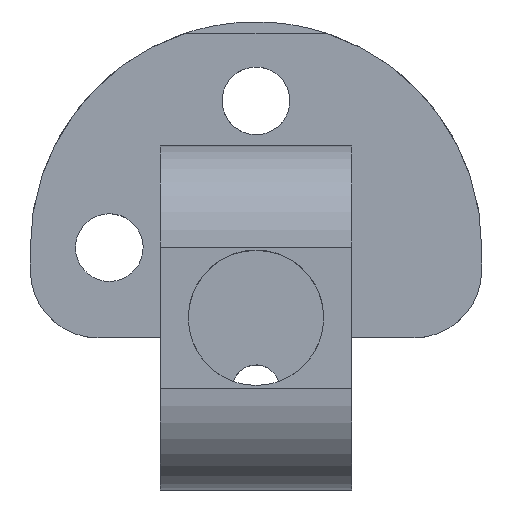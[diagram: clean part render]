
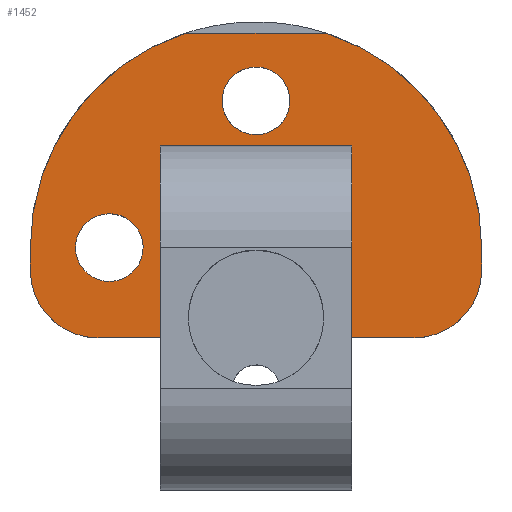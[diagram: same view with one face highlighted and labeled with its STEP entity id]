
A CAD part, top view. The second image highlights one B-rep face of the part: STEP entity #1452.
In plain terms, the highlighted planar face has unit normal (0, 0, 1).
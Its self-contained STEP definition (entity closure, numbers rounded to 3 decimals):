
#161=CARTESIAN_POINT('Vertex',(8.5,-8.,0.)) ;
#164=CARTESIAN_POINT('Line Origine',(8.5,0.5,0.)) ;
#168=CARTESIAN_POINT('Vertex',(8.5,9.,0.)) ;
#430=CARTESIAN_POINT('Line Origine',(11.25,-8.,0.)) ;
#434=CARTESIAN_POINT('Vertex',(14.,-8.,0.)) ;
#465=CARTESIAN_POINT('Vertex',(-8.5,9.,0.)) ;
#475=CARTESIAN_POINT('Line Origine',(0.,9.,0.)) ;
#808=CARTESIAN_POINT('Vertex',(-2.633,14.438,0.)) ;
#822=CARTESIAN_POINT('Vertex',(2.633,11.562,0.)) ;
#825=CARTESIAN_POINT('Axis2P3D Location',(0.,13.,0.)) ;
#848=CARTESIAN_POINT('Vertex',(-10.367,-1.438,0.)) ;
#862=CARTESIAN_POINT('Vertex',(-15.633,1.438,0.)) ;
#865=CARTESIAN_POINT('Axis2P3D Location',(-13.,0.,0.)) ;
#882=CARTESIAN_POINT('Axis2P3D Location',(-13.,0.,0.)) ;
#1023=CARTESIAN_POINT('Vertex',(6.245,19.,0.)) ;
#1025=CARTESIAN_POINT('Vertex',(-6.245,19.,0.)) ;
#1028=CARTESIAN_POINT('Line Origine',(0.,19.,0.)) ;
#1177=CARTESIAN_POINT('Vertex',(-8.5,-8.,0.)) ;
#1180=CARTESIAN_POINT('Line Origine',(-11.25,-8.,0.)) ;
#1184=CARTESIAN_POINT('Vertex',(-14.,-8.,0.)) ;
#1211=CARTESIAN_POINT('Axis2P3D Location',(-14.,-2.,0.)) ;
#1215=CARTESIAN_POINT('Vertex',(-20.,-2.,0.)) ;
#1235=CARTESIAN_POINT('Line Origine',(-20.,-1.,0.)) ;
#1239=CARTESIAN_POINT('Vertex',(-20.,0.,0.)) ;
#1266=CARTESIAN_POINT('Axis2P3D Location',(0.,0.,0.)) ;
#1270=CARTESIAN_POINT('Vertex',(20.,0.,0.)) ;
#1285=CARTESIAN_POINT('Axis2P3D Location',(0.,0.,0.)) ;
#1311=CARTESIAN_POINT('Line Origine',(20.,-1.,0.)) ;
#1315=CARTESIAN_POINT('Vertex',(20.,-2.,0.)) ;
#1358=CARTESIAN_POINT('Axis2P3D Location',(0.,13.,0.)) ;
#1401=CARTESIAN_POINT('Axis2P3D Location',(14.,-2.,0.)) ;
#1420=CARTESIAN_POINT('Axis2P3D Location',(0.,0.,0.)) ;
#1425=CARTESIAN_POINT('Line Origine',(-8.5,0.5,0.)) ;
#165=DIRECTION('Vector Direction',(0.,-1.,0.)) ;
#431=DIRECTION('Vector Direction',(-1.,0.,0.)) ;
#476=DIRECTION('Vector Direction',(1.,0.,0.)) ;
#826=DIRECTION('Axis2P3D Direction',(0.,-0.,-1.)) ;
#866=DIRECTION('Axis2P3D Direction',(0.,-0.,-1.)) ;
#883=DIRECTION('Axis2P3D Direction',(0.,-0.,-1.)) ;
#1029=DIRECTION('Vector Direction',(-1.,0.,0.)) ;
#1181=DIRECTION('Vector Direction',(-1.,0.,0.)) ;
#1212=DIRECTION('Axis2P3D Direction',(0.,0.,-1.)) ;
#1236=DIRECTION('Vector Direction',(0.,1.,0.)) ;
#1267=DIRECTION('Axis2P3D Direction',(0.,0.,1.)) ;
#1286=DIRECTION('Axis2P3D Direction',(0.,0.,1.)) ;
#1312=DIRECTION('Vector Direction',(0.,-1.,0.)) ;
#1359=DIRECTION('Axis2P3D Direction',(0.,-0.,-1.)) ;
#1402=DIRECTION('Axis2P3D Direction',(0.,0.,-1.)) ;
#1421=DIRECTION('Axis2P3D Direction',(0.,0.,1.)) ;
#1422=DIRECTION('Axis2P3D XDirection',(1.,0.,0.)) ;
#1426=DIRECTION('Vector Direction',(0.,-1.,0.)) ;
#827=AXIS2_PLACEMENT_3D('Circle Axis2P3D',#825,#826,$) ;
#867=AXIS2_PLACEMENT_3D('Circle Axis2P3D',#865,#866,$) ;
#884=AXIS2_PLACEMENT_3D('Circle Axis2P3D',#882,#883,$) ;
#1213=AXIS2_PLACEMENT_3D('Circle Axis2P3D',#1211,#1212,$) ;
#1268=AXIS2_PLACEMENT_3D('Circle Axis2P3D',#1266,#1267,$) ;
#1287=AXIS2_PLACEMENT_3D('Circle Axis2P3D',#1285,#1286,$) ;
#1360=AXIS2_PLACEMENT_3D('Circle Axis2P3D',#1358,#1359,$) ;
#1403=AXIS2_PLACEMENT_3D('Circle Axis2P3D',#1401,#1402,$) ;
#1423=AXIS2_PLACEMENT_3D('Plane Axis2P3D',#1420,#1421,#1422) ;
#1431=ORIENTED_EDGE('',*,*,#1289,.T.) ;
#1432=ORIENTED_EDGE('',*,*,#1241,.T.) ;
#1433=ORIENTED_EDGE('',*,*,#1217,.F.) ;
#1434=ORIENTED_EDGE('',*,*,#1186,.T.) ;
#1435=ORIENTED_EDGE('',*,*,#1429,.F.) ;
#1436=ORIENTED_EDGE('',*,*,#479,.T.) ;
#1437=ORIENTED_EDGE('',*,*,#170,.T.) ;
#1438=ORIENTED_EDGE('',*,*,#436,.T.) ;
#1439=ORIENTED_EDGE('',*,*,#1405,.F.) ;
#1440=ORIENTED_EDGE('',*,*,#1317,.T.) ;
#1441=ORIENTED_EDGE('',*,*,#1272,.T.) ;
#1442=ORIENTED_EDGE('',*,*,#1032,.T.) ;
#1445=ORIENTED_EDGE('',*,*,#869,.F.) ;
#1446=ORIENTED_EDGE('',*,*,#886,.F.) ;
#1449=ORIENTED_EDGE('',*,*,#1362,.F.) ;
#1450=ORIENTED_EDGE('',*,*,#829,.F.) ;
#1447=FACE_BOUND('',#1444,.T.) ;
#1451=FACE_BOUND('',#1448,.T.) ;
#166=VECTOR('Line Direction',#165,1.) ;
#432=VECTOR('Line Direction',#431,1.) ;
#477=VECTOR('Line Direction',#476,1.) ;
#1030=VECTOR('Line Direction',#1029,1.) ;
#1182=VECTOR('Line Direction',#1181,1.) ;
#1237=VECTOR('Line Direction',#1236,1.) ;
#1313=VECTOR('Line Direction',#1312,1.) ;
#1427=VECTOR('Line Direction',#1426,1.) ;
#1452=ADVANCED_FACE('Corps principal',(#1443,#1447,#1451),#1424,.T.) ;
#828=CIRCLE('generated circle',#827,3.) ;
#868=CIRCLE('generated circle',#867,3.) ;
#885=CIRCLE('generated circle',#884,3.) ;
#1214=CIRCLE('generated circle',#1213,6.) ;
#1269=CIRCLE('generated circle',#1268,20.) ;
#1288=CIRCLE('generated circle',#1287,20.) ;
#1361=CIRCLE('generated circle',#1360,3.) ;
#1404=CIRCLE('generated circle',#1403,6.) ;
#170=EDGE_CURVE('',#169,#162,#167,.T.) ;
#436=EDGE_CURVE('',#162,#435,#433,.F.) ;
#479=EDGE_CURVE('',#466,#169,#478,.T.) ;
#829=EDGE_CURVE('',#823,#809,#828,.F.) ;
#869=EDGE_CURVE('',#863,#849,#868,.F.) ;
#886=EDGE_CURVE('',#849,#863,#885,.F.) ;
#1032=EDGE_CURVE('',#1024,#1026,#1031,.T.) ;
#1186=EDGE_CURVE('',#1185,#1178,#1183,.F.) ;
#1217=EDGE_CURVE('',#1185,#1216,#1214,.T.) ;
#1241=EDGE_CURVE('',#1240,#1216,#1238,.F.) ;
#1272=EDGE_CURVE('',#1271,#1024,#1269,.T.) ;
#1289=EDGE_CURVE('',#1026,#1240,#1288,.T.) ;
#1317=EDGE_CURVE('',#1316,#1271,#1314,.F.) ;
#1362=EDGE_CURVE('',#809,#823,#1361,.F.) ;
#1405=EDGE_CURVE('',#1316,#435,#1404,.T.) ;
#1429=EDGE_CURVE('',#466,#1178,#1428,.T.) ;
#1430=EDGE_LOOP('',(#1431,#1432,#1433,#1434,#1435,#1436,#1437,#1438,#1439,#1440,#1441,#1442)) ;
#1444=EDGE_LOOP('',(#1445,#1446)) ;
#1448=EDGE_LOOP('',(#1449,#1450)) ;
#1443=FACE_OUTER_BOUND('',#1430,.T.) ;
#167=LINE('Line',#164,#166) ;
#433=LINE('Line',#430,#432) ;
#478=LINE('Line',#475,#477) ;
#1031=LINE('Line',#1028,#1030) ;
#1183=LINE('Line',#1180,#1182) ;
#1238=LINE('Line',#1235,#1237) ;
#1314=LINE('Line',#1311,#1313) ;
#1428=LINE('Line',#1425,#1427) ;
#1424=PLANE('',#1423) ;
#162=VERTEX_POINT('',#161) ;
#169=VERTEX_POINT('',#168) ;
#435=VERTEX_POINT('',#434) ;
#466=VERTEX_POINT('',#465) ;
#809=VERTEX_POINT('',#808) ;
#823=VERTEX_POINT('',#822) ;
#849=VERTEX_POINT('',#848) ;
#863=VERTEX_POINT('',#862) ;
#1024=VERTEX_POINT('',#1023) ;
#1026=VERTEX_POINT('',#1025) ;
#1178=VERTEX_POINT('',#1177) ;
#1185=VERTEX_POINT('',#1184) ;
#1216=VERTEX_POINT('',#1215) ;
#1240=VERTEX_POINT('',#1239) ;
#1271=VERTEX_POINT('',#1270) ;
#1316=VERTEX_POINT('',#1315) ;
